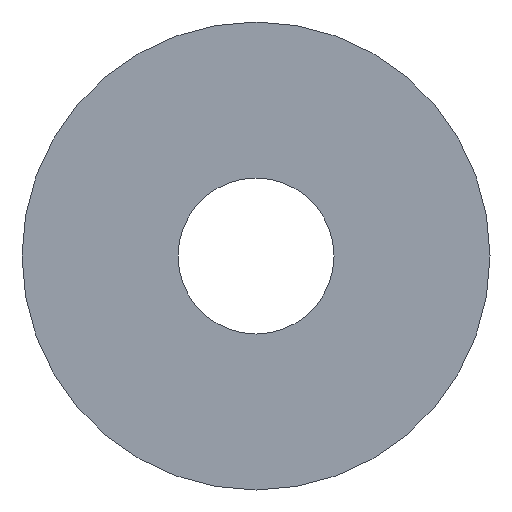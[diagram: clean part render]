
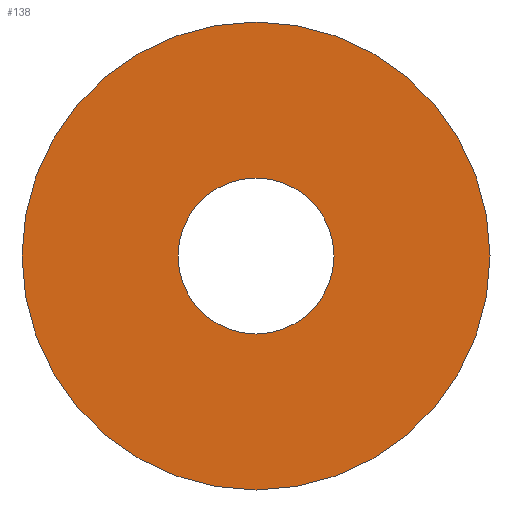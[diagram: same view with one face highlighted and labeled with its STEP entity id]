
A CAD part, front view. The second image highlights one B-rep face of the part: STEP entity #138.
In plain terms, the highlighted planar face has unit normal (0, -1, 0).
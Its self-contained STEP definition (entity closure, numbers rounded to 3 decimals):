
#93=CARTESIAN_POINT('',(0.0,0.0,0.0));
#94=DIRECTION('',(0.0,1.0,0.0));
#95=DIRECTION('',(0.0,-0.0,1.0));
#96=AXIS2_PLACEMENT_3D('',#93,#94,#95);
#97=PLANE('',#96);
#98=CARTESIAN_POINT('',(0.,0.0,-7.5));
#99=VERTEX_POINT('',#98);
#100=CARTESIAN_POINT('',(0.,0.0,7.5));
#101=VERTEX_POINT('',#100);
#102=CARTESIAN_POINT('',(0.0,0.0,0.0));
#103=DIRECTION('',(0.0,1.0,0.0));
#104=DIRECTION('',(0.0,-0.0,1.0));
#105=AXIS2_PLACEMENT_3D('',#102,#103,#104);
#106=CIRCLE('',#105,7.5);
#107=EDGE_CURVE('',#99,#101,#106,.T.);
#108=ORIENTED_EDGE('',*,*,#107,.F.);
#109=CARTESIAN_POINT('',(0.0,0.0,0.0));
#110=DIRECTION('',(0.0,1.0,0.0));
#111=DIRECTION('',(0.0,-0.0,1.0));
#112=AXIS2_PLACEMENT_3D('',#109,#110,#111);
#113=CIRCLE('',#112,7.5);
#114=EDGE_CURVE('',#101,#99,#113,.T.);
#115=ORIENTED_EDGE('',*,*,#114,.F.);
#116=EDGE_LOOP('',(#108,#115));
#117=FACE_BOUND('',#116,.T.);
#118=CARTESIAN_POINT('',(0.,0.0,2.5));
#119=VERTEX_POINT('',#118);
#120=CARTESIAN_POINT('',(0.,0.0,-2.5));
#121=VERTEX_POINT('',#120);
#122=CARTESIAN_POINT('',(0.0,0.0,0.0));
#123=DIRECTION('',(0.0,1.0,0.0));
#124=DIRECTION('',(0.0,-0.0,1.0));
#125=AXIS2_PLACEMENT_3D('',#122,#123,#124);
#126=CIRCLE('',#125,2.5);
#127=EDGE_CURVE('',#119,#121,#126,.T.);
#128=ORIENTED_EDGE('',*,*,#127,.T.);
#129=CARTESIAN_POINT('',(0.0,0.0,0.0));
#130=DIRECTION('',(0.0,1.0,0.0));
#131=DIRECTION('',(0.0,-0.0,1.0));
#132=AXIS2_PLACEMENT_3D('',#129,#130,#131);
#133=CIRCLE('',#132,2.5);
#134=EDGE_CURVE('',#121,#119,#133,.T.);
#135=ORIENTED_EDGE('',*,*,#134,.T.);
#136=EDGE_LOOP('',(#128,#135));
#137=FACE_BOUND('',#136,.T.);
#138=ADVANCED_FACE('',(#117,#137),#97,.F.);
